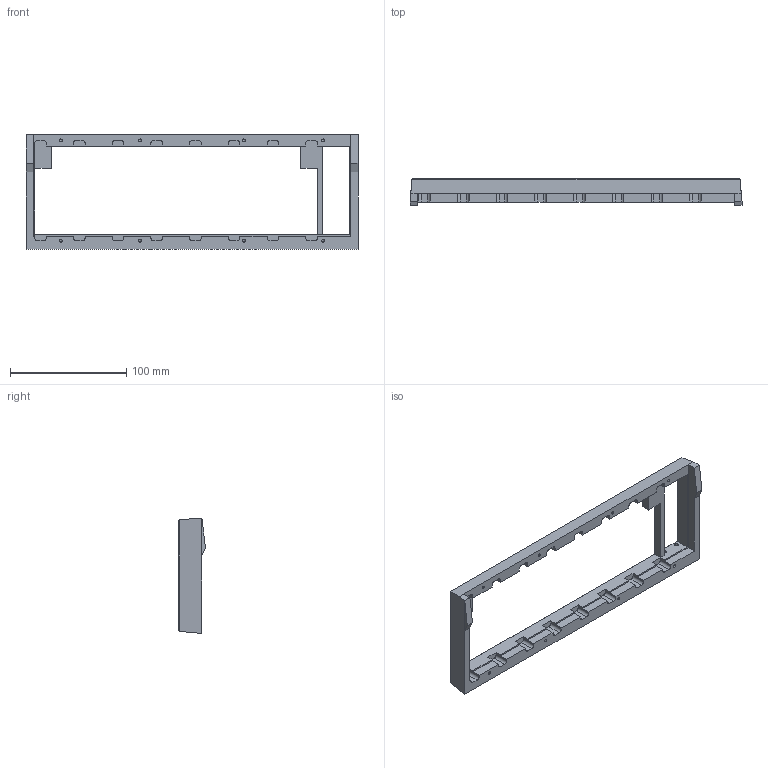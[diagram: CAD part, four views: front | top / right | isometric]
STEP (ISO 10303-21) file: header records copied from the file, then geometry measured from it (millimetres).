
FILE_DESCRIPTION(/* description */ (''),/* implementation_level */ '2;1');
FILE_NAME(/* name */ 'Top Case.step',/* time_stamp */ '2025-10-19T00:13:43-04:00',/* author */ (''),/* organization */ (''),/* preprocessor_version */ 'ST-DEVELOPER v20.1',/* originating_system */ 'Autodesk Translation Framework v14.17.0.0',/* authorisation */ '');
FILE_SCHEMA (('AUTOMOTIVE_DESIGN { 1 0 10303 214 3 1 1 }'));
Length unit declared in the file: millimetre
Products named in the file (1): top case
Bounding box: 285.27 x 23.14 x 98.7 mm (x, y, z)
Volume: 117728.8 mm3; surface area: 44105.7 mm2
Topology: 1 solids, 1 shells, 251 faces, 660 edges, 429 vertices
Faces by surface type: plane 191, cylinder 52, cone 8
Full cylindrical faces by diameter (mm): 2.4 x16, 3 x4
Entity records: 7624 total; most frequent: CARTESIAN_POINT 1333, ORIENTED_EDGE 1304, DIRECTION 1260, EDGE_CURVE 652, LINE 548, VECTOR 548, VERTEX_POINT 429, AXIS2_PLACEMENT_3D 356
